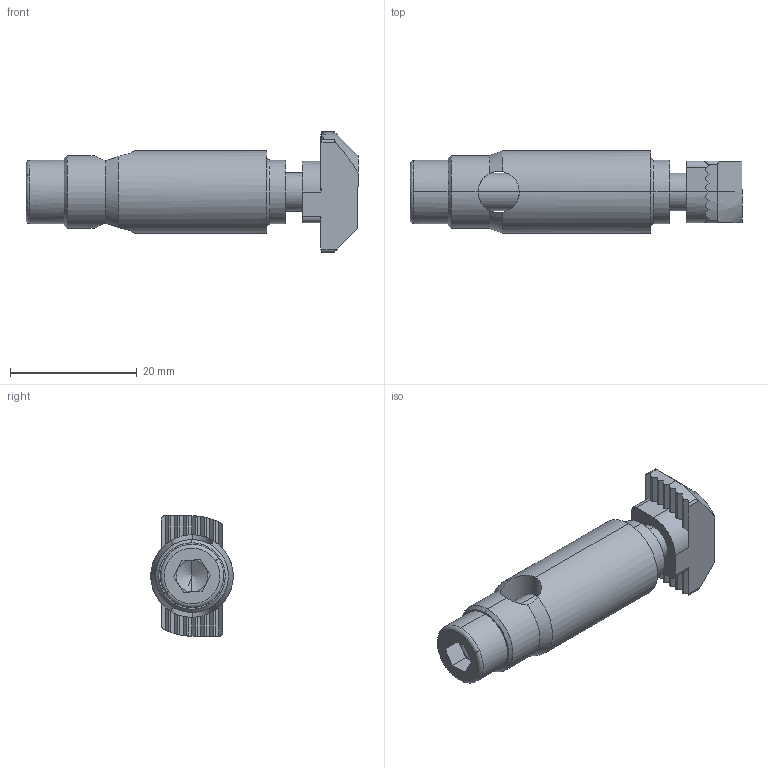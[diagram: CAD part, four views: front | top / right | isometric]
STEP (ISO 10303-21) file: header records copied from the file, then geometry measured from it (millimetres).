
FILE_DESCRIPTION (( 'STEP AP214' ), '1' );
FILE_NAME ('099G103.STEP', '2015-06-19T07:25:19', ( 'Not-Admin' ), ( 'Hewlett-Packard Company' ), 'SwSTEP 2.0', 'SolidWorks 2014', '' );
FILE_SCHEMA (( 'AUTOMOTIVE_DESIGN' ));
Length unit declared in the file: millimetre
Products named in the file (1): 099G103
Bounding box: 52.42 x 13 x 19 mm (x, y, z)
Volume: 5599.6 mm3; surface area: 4292.9 mm2
Topology: 3 solids, 3 shells, 137 faces, 358 edges, 225 vertices
Faces by surface type: plane 81, cylinder 40, cone 10, bspline 6
Entity records: 6087 total; most frequent: CARTESIAN_POINT 1323, ORIENTED_EDGE 712, DIRECTION 620, EDGE_CURVE 356, VERTEX_POINT 225, AXIS2_PLACEMENT_3D 210, VECTOR 200, LINE 200
